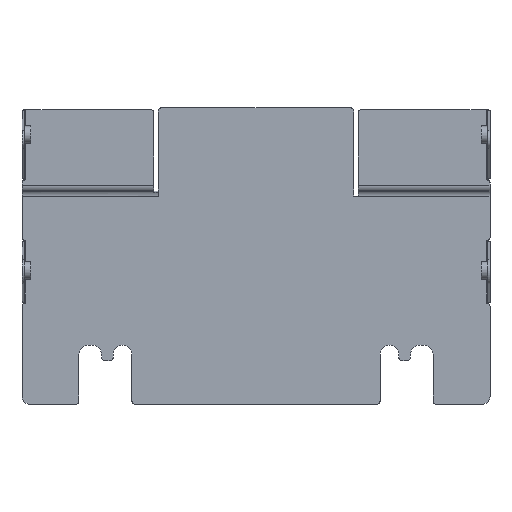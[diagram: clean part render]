
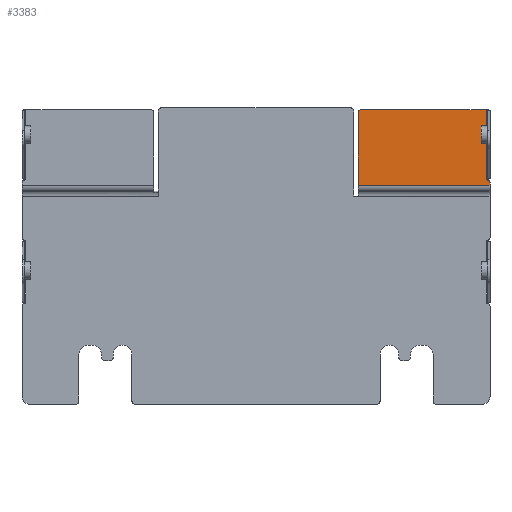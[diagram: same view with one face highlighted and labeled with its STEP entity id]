
A CAD part, top view. The second image highlights one B-rep face of the part: STEP entity #3383.
In plain terms, the highlighted planar face has unit normal (0, 0, 1).
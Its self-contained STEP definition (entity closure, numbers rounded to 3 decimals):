
#42=CARTESIAN_POINT('',(67.5,176.83,3.));
#43=DIRECTION('',(0.,0.,1.));
#44=DIRECTION('',(0.,1.,0.));
#45=AXIS2_PLACEMENT_3D('',#42,#43,#44);
#51=DIRECTION('',(1.,0.,0.));
#52=VECTOR('',#51,0.5);
#53=CARTESIAN_POINT('',(147.5,133.83,3.));
#54=LINE('',#53,#52);
#58=CARTESIAN_POINT('',(148.,131.83,3.));
#59=DIRECTION('',(0.,0.,1.));
#60=DIRECTION('',(1.,0.,0.));
#61=AXIS2_PLACEMENT_3D('',#58,#59,#60);
#66=DIRECTION('',(1.,0.,0.));
#67=VECTOR('',#66,84.5);
#68=CARTESIAN_POINT('',(65.5,130.395,3.));
#69=LINE('',#68,#67);
#73=DIRECTION('',(0.,1.,0.));
#74=VECTOR('',#73,46.435);
#75=CARTESIAN_POINT('',(65.5,130.395,3.));
#76=LINE('',#75,#74);
#153=DIRECTION('',(0.,1.,0.));
#154=VECTOR('',#153,1.435);
#155=CARTESIAN_POINT('',(150.,130.395,3.));
#156=LINE('',#155,#154);
#316=CARTESIAN_POINT('',(147.5,133.83,3.));
#321=DIRECTION('',(0.,1.,0.));
#322=VECTOR('',#321,45.);
#323=CARTESIAN_POINT('',(147.5,133.83,3.));
#324=LINE('',#323,#322);
#375=DIRECTION('',(1.,0.,0.));
#376=VECTOR('',#375,80.);
#377=CARTESIAN_POINT('',(67.5,178.83,3.));
#378=LINE('',#377,#376);
#3176=CARTESIAN_POINT('',(65.5,130.395,3.));
#3177=VERTEX_POINT('',#3176);
#3178=CARTESIAN_POINT('',(150.,130.395,3.));
#3179=VERTEX_POINT('',#3178);
#3215=VERTEX_POINT('',#316);
#3216=CARTESIAN_POINT('',(147.5,178.83,3.));
#3217=VERTEX_POINT('',#3216);
#3304=CARTESIAN_POINT('',(150.,131.83,3.));
#3305=CARTESIAN_POINT('',(148.,133.83,3.));
#3306=VERTEX_POINT('',#3304);
#3307=VERTEX_POINT('',#3305);
#3344=CARTESIAN_POINT('',(67.5,178.83,3.));
#3345=CARTESIAN_POINT('',(65.5,176.83,3.));
#3346=VERTEX_POINT('',#3344);
#3347=VERTEX_POINT('',#3345);
#3360=CARTESIAN_POINT('',(62.5,130.395,3.));
#3361=DIRECTION('',(0.,0.,-1.));
#3362=DIRECTION('',(0.,1.,0.));
#3363=AXIS2_PLACEMENT_3D('',#3360,#3361,#3362);
#3364=PLANE('',#3363);
#3366=ORIENTED_EDGE('',*,*,#3365,.F.);
#3368=ORIENTED_EDGE('',*,*,#3367,.T.);
#3370=ORIENTED_EDGE('',*,*,#3369,.F.);
#3372=ORIENTED_EDGE('',*,*,#3371,.T.);
#3374=ORIENTED_EDGE('',*,*,#3373,.F.);
#3376=ORIENTED_EDGE('',*,*,#3375,.F.);
#3378=ORIENTED_EDGE('',*,*,#3377,.F.);
#3380=ORIENTED_EDGE('',*,*,#3379,.T.);
#3381=EDGE_LOOP('',(#3366,#3368,#3370,#3372,#3374,#3376,#3378,#3380));
#3382=FACE_OUTER_BOUND('',#3381,.F.);
#3383=ADVANCED_FACE('',(#3382),#3364,.F.);
#46=CIRCLE('',#45,2.);
#62=CIRCLE('',#61,2.);
#3365=EDGE_CURVE('',#3346,#3347,#46,.T.);
#3367=EDGE_CURVE('',#3346,#3217,#378,.T.);
#3369=EDGE_CURVE('',#3215,#3217,#324,.T.);
#3371=EDGE_CURVE('',#3215,#3307,#54,.T.);
#3373=EDGE_CURVE('',#3306,#3307,#62,.T.);
#3375=EDGE_CURVE('',#3179,#3306,#156,.T.);
#3377=EDGE_CURVE('',#3177,#3179,#69,.T.);
#3379=EDGE_CURVE('',#3177,#3347,#76,.T.);
